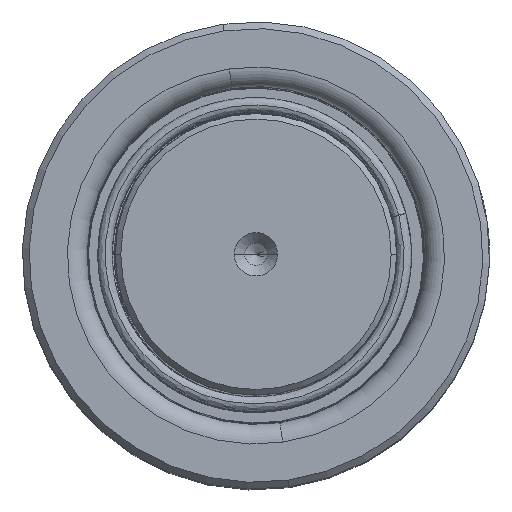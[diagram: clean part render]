
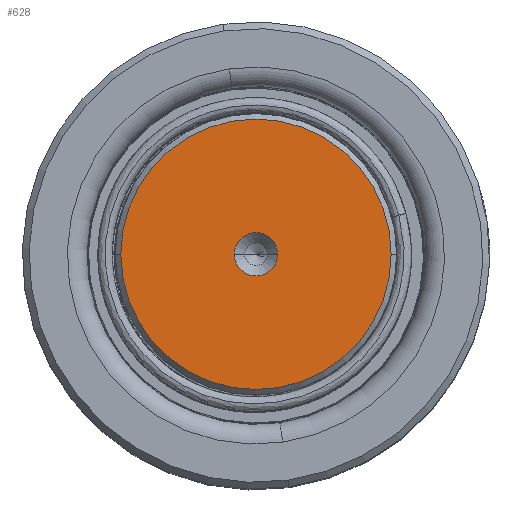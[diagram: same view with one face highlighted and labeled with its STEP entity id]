
A CAD part, top view. The second image highlights one B-rep face of the part: STEP entity #628.
In plain terms, the highlighted planar face has unit normal (0, 0, 1).
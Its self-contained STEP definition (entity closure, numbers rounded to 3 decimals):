
#628 = ADVANCED_FACE ( 'NONE', ( #25097, #1525 ), #7281, .T. ) ;
#1525 = FACE_OUTER_BOUND ( 'NONE', #30600, .T. ) ;
#1529 = CARTESIAN_POINT ( 'NONE',  ( -3.85, 0., 220. ) ) ;
#3037 = DIRECTION ( 'NONE',  ( 0., 0., 1. ) ) ;
#5069 = CIRCLE ( 'NONE', #32459, 3.85 ) ;
#5191 = DIRECTION ( 'NONE',  ( 0., 0., 1. ) ) ;
#7092 = CARTESIAN_POINT ( 'NONE',  ( 0., 0., 220. ) ) ;
#7281 = PLANE ( 'NONE',  #40849 ) ;
#10031 = CARTESIAN_POINT ( 'NONE',  ( 0., 0., 220. ) ) ;
#10908 = DIRECTION ( 'NONE',  ( 0., 0., 1. ) ) ;
#10942 = CIRCLE ( 'NONE', #28632, 24.017 ) ;
#11594 = ORIENTED_EDGE ( 'NONE', *, *, #31879, .T. ) ;
#12280 = DIRECTION ( 'NONE',  ( 1., 0., 0. ) ) ;
#13667 = DIRECTION ( 'NONE',  ( 0., 0., 1. ) ) ;
#13982 = ORIENTED_EDGE ( 'NONE', *, *, #32385, .F. ) ;
#14375 = VERTEX_POINT ( 'NONE', #1529 ) ;
#16796 = AXIS2_PLACEMENT_3D ( 'NONE', #46047, #5191, #12280 ) ;
#18370 = VERTEX_POINT ( 'NONE', #35671 ) ;
#20876 = CARTESIAN_POINT ( 'NONE',  ( 3.85, 0., 220. ) ) ;
#21091 = DIRECTION ( 'NONE',  ( 1., 0., 0. ) ) ;
#22284 = CARTESIAN_POINT ( 'NONE',  ( 0., 0., 220. ) ) ;
#24158 = ORIENTED_EDGE ( 'NONE', *, *, #42623, .F. ) ;
#24672 = DIRECTION ( 'NONE',  ( 0., 0., 1. ) ) ;
#25097 = FACE_BOUND ( 'NONE', #41569, .T. ) ;
#28602 = CARTESIAN_POINT ( 'NONE',  ( 0., 0., 220. ) ) ;
#28632 = AXIS2_PLACEMENT_3D ( 'NONE', #10031, #13667, #21091 ) ;
#30600 = EDGE_LOOP ( 'NONE', ( #11594, #44502 ) ) ;
#31879 = EDGE_CURVE ( 'NONE', #18370, #36860, #10942, .T. ) ;
#32385 = EDGE_CURVE ( 'NONE', #44458, #14375, #5069, .T. ) ;
#32459 = AXIS2_PLACEMENT_3D ( 'NONE', #28602, #24672, #36184 ) ;
#35671 = CARTESIAN_POINT ( 'NONE',  ( -24.017, 0., 220. ) ) ;
#35776 = CARTESIAN_POINT ( 'NONE',  ( 24.017, 0., 220. ) ) ;
#36184 = DIRECTION ( 'NONE',  ( 1., 0., 0. ) ) ;
#36374 = CIRCLE ( 'NONE', #16796, 24.017 ) ;
#36860 = VERTEX_POINT ( 'NONE', #35776 ) ;
#39341 = CIRCLE ( 'NONE', #47107, 3.85 ) ;
#40849 = AXIS2_PLACEMENT_3D ( 'NONE', #22284, #3037, #48640 ) ;
#41019 = DIRECTION ( 'NONE',  ( 1., 0., 0. ) ) ;
#41569 = EDGE_LOOP ( 'NONE', ( #13982, #24158 ) ) ;
#42623 = EDGE_CURVE ( 'NONE', #14375, #44458, #39341, .T. ) ;
#43698 = EDGE_CURVE ( 'NONE', #36860, #18370, #36374, .T. ) ;
#44458 = VERTEX_POINT ( 'NONE', #20876 ) ;
#44502 = ORIENTED_EDGE ( 'NONE', *, *, #43698, .T. ) ;
#46047 = CARTESIAN_POINT ( 'NONE',  ( 0., 0., 220. ) ) ;
#47107 = AXIS2_PLACEMENT_3D ( 'NONE', #7092, #10908, #41019 ) ;
#48640 = DIRECTION ( 'NONE',  ( 1., 0., 0. ) ) ;
